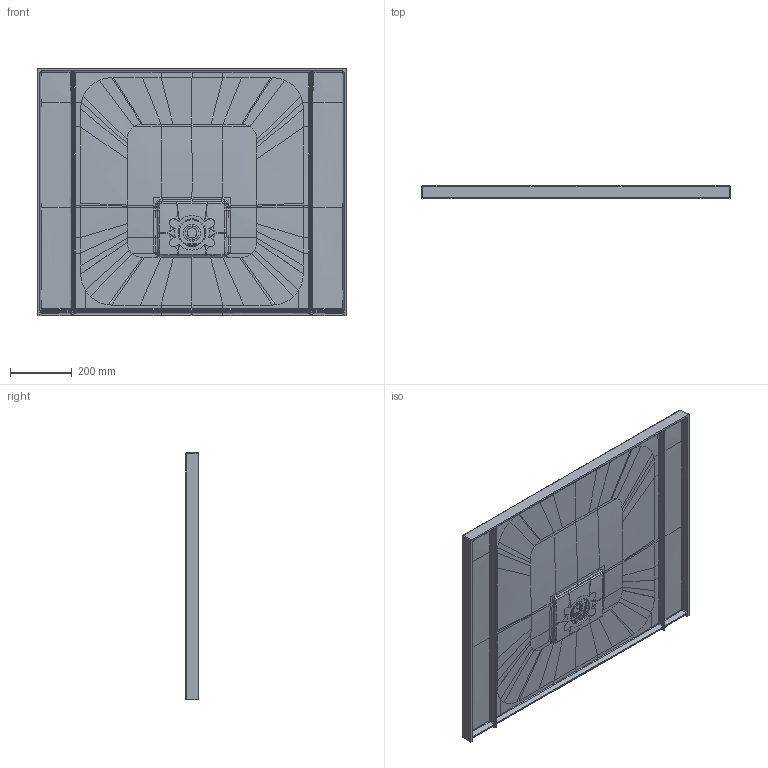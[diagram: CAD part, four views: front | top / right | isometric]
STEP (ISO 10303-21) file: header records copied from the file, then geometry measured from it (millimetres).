
FILE_DESCRIPTION((''),'2;1');
FILE_NAME('UDQ1080SQI2B-SQUARO-INFINITY_ASM','2024-05-31T14:41:18',('hegemanc'),('Villeroy & Boch Wellness bv'),'CREO PARAMETRIC BY PTC INC, 2022414','CREO PARAMETRIC BY PTC INC, 2022414','');
FILE_SCHEMA(('AP242_MANAGED_MODEL_BASED_3D_ENGINEERING_MIM_LF { 1 0 10303 442 1 1 4 }'));
Products named in the file (13): UDQ1090SQI2V_SQUARO_INFINITY_AF1; V3P1304-101_AF1; V3P1304-102_AF1; V3P1304-106_AF4; V3P1304-106_AF5; V3P1304-106_AF6; V3P1304-106_AF7; V3P1304-103_AF1; V3P1304-104_AF1; V3P1304-105_AF1; INFINITY_DEKSEL-GLIMLIJN_060722_AF1_ASM; LOGO_INFINITY_06072022_AF1; UDQ1080SQI2B-SQUARO-INFINITY_ASM
Assembly tree (12 placements, depth 3):
  UDQ1080SQI2B-SQUARO-INFINITY_ASM
    UDQ1090SQI2V_SQUARO_INFINITY_AF1
    INFINITY_DEKSEL-GLIMLIJN_060722_AF1_ASM
      V3P1304-101_AF1
      V3P1304-102_AF1
      V3P1304-106_AF4
      V3P1304-106_AF5
      V3P1304-106_AF6
      V3P1304-106_AF7
      V3P1304-103_AF1
      V3P1304-104_AF1
      V3P1304-105_AF1
    LOGO_INFINITY_06072022_AF1
Bounding box: 1000 x 40.18 x 800 mm (x, y, z)
Volume: 13633789.4 mm3; surface area: 1990670.4 mm2
Topology: 39 solids, 40 shells, 5871 faces, 13943 edges, 8152 vertices
Faces by surface type: bspline 2557, cylinder 1282, plane 985, extrusion 477, sphere 286, cone 145, torus 137, revolution 2
Entity records: 361715 total; most frequent: CARTESIAN_POINT 178776, ORIENTED_EDGE 27790, DIRECTION 17023, PRESENTATION_STYLE_ASSIGNMENT 16126, STYLED_ITEM 16126, EDGE_CURVE 13897, CURVE_STYLE 11392, VERTEX_POINT 8096
